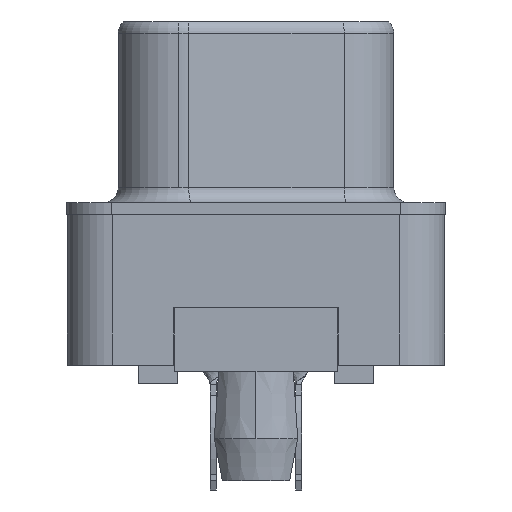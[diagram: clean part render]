
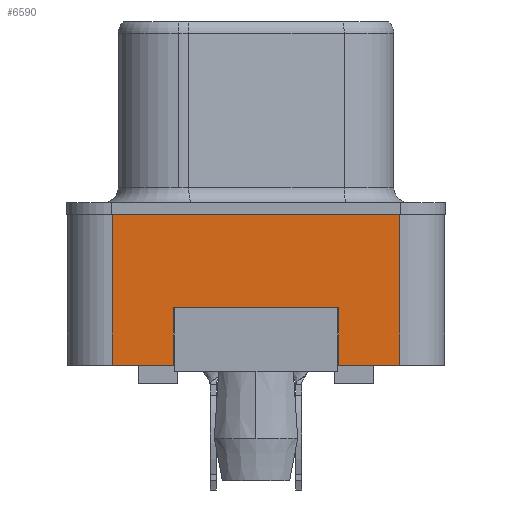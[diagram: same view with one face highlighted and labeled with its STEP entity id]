
A CAD part, left-side view. The second image highlights one B-rep face of the part: STEP entity #6590.
In plain terms, the highlighted planar face has unit normal (-1, 0, 0).
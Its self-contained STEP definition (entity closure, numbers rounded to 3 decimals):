
#9 = VECTOR ( 'NONE', #17464, 1000. ) ;
#76 = CARTESIAN_POINT ( 'NONE',  ( -2.935, 4.775, 0. ) ) ;
#225 = CARTESIAN_POINT ( 'NONE',  ( -2.935, -2.75, -3.1 ) ) ;
#1306 = CARTESIAN_POINT ( 'NONE',  ( -2.935, 2.75, -5. ) ) ;
#1450 = CARTESIAN_POINT ( 'NONE',  ( -2.935, -4.775, -5. ) ) ;
#1832 = ORIENTED_EDGE ( 'NONE', *, *, #10935, .F. ) ;
#1979 = VERTEX_POINT ( 'NONE', #225 ) ;
#2381 = VERTEX_POINT ( 'NONE', #17242 ) ;
#2436 = CARTESIAN_POINT ( 'NONE',  ( -2.935, -4.775, -5. ) ) ;
#3150 = VECTOR ( 'NONE', #14441, 1000. ) ;
#3235 = DIRECTION ( 'NONE',  ( 0., 0., -1. ) ) ;
#3279 = CARTESIAN_POINT ( 'NONE',  ( -2.935, 2.75, -3.1 ) ) ;
#3687 = VECTOR ( 'NONE', #11162, 1000. ) ;
#3842 = CARTESIAN_POINT ( 'NONE',  ( -2.935, -4.775, -5. ) ) ;
#4232 = VERTEX_POINT ( 'NONE', #1306 ) ;
#4658 = DIRECTION ( 'NONE',  ( 0., -1., 0. ) ) ;
#4813 = EDGE_CURVE ( 'NONE', #18194, #2381, #5344, .T. ) ;
#4901 = LINE ( 'NONE', #17200, #3687 ) ;
#5344 = LINE ( 'NONE', #3842, #3150 ) ;
#6590 = ADVANCED_FACE ( 'NONE', ( #7283 ), #17773, .T. ) ;
#6751 = AXIS2_PLACEMENT_3D ( 'NONE', #8596, #14957, #11934 ) ;
#6969 = CARTESIAN_POINT ( 'NONE',  ( -2.935, -4.775, 0. ) ) ;
#7227 = ORIENTED_EDGE ( 'NONE', *, *, #16257, .F. ) ;
#7283 = FACE_OUTER_BOUND ( 'NONE', #17037, .T. ) ;
#7759 = EDGE_CURVE ( 'NONE', #1979, #17828, #9530, .T. ) ;
#8596 = CARTESIAN_POINT ( 'NONE',  ( -2.935, -4.775, -5. ) ) ;
#9107 = EDGE_CURVE ( 'NONE', #17832, #11526, #4901, .T. ) ;
#9133 = CARTESIAN_POINT ( 'NONE',  ( -2.935, 4.775, -5. ) ) ;
#9338 = DIRECTION ( 'NONE',  ( 0., 1., 0. ) ) ;
#9361 = VECTOR ( 'NONE', #18986, 1000. ) ;
#9530 = LINE ( 'NONE', #3279, #10758 ) ;
#9939 = EDGE_CURVE ( 'NONE', #1979, #19381, #10919, .T. ) ;
#10595 = ORIENTED_EDGE ( 'NONE', *, *, #9939, .T. ) ;
#10758 = VECTOR ( 'NONE', #9338, 1000. ) ;
#10817 = LINE ( 'NONE', #10915, #18563 ) ;
#10915 = CARTESIAN_POINT ( 'NONE',  ( -2.935, 2.75, -3.1 ) ) ;
#10919 = LINE ( 'NONE', #13830, #18853 ) ;
#10935 = EDGE_CURVE ( 'NONE', #17828, #4232, #10817, .T. ) ;
#11162 = DIRECTION ( 'NONE',  ( 0., 0., 1. ) ) ;
#11526 = VERTEX_POINT ( 'NONE', #76 ) ;
#11934 = DIRECTION ( 'NONE',  ( 0., 0., 1. ) ) ;
#12833 = LINE ( 'NONE', #2436, #9361 ) ;
#13742 = CARTESIAN_POINT ( 'NONE',  ( -2.935, -4.775, -5. ) ) ;
#13830 = CARTESIAN_POINT ( 'NONE',  ( -2.935, -2.75, -3.1 ) ) ;
#14292 = ORIENTED_EDGE ( 'NONE', *, *, #16837, .T. ) ;
#14441 = DIRECTION ( 'NONE',  ( 0., 0., 1. ) ) ;
#14953 = EDGE_CURVE ( 'NONE', #17832, #4232, #16962, .T. ) ;
#14957 = DIRECTION ( 'NONE',  ( -1., 0., 0. ) ) ;
#15455 = ORIENTED_EDGE ( 'NONE', *, *, #14953, .T. ) ;
#15568 = ORIENTED_EDGE ( 'NONE', *, *, #9107, .F. ) ;
#16257 = EDGE_CURVE ( 'NONE', #11526, #2381, #19179, .T. ) ;
#16744 = ORIENTED_EDGE ( 'NONE', *, *, #7759, .F. ) ;
#16798 = CARTESIAN_POINT ( 'NONE',  ( -2.935, 2.75, -3.1 ) ) ;
#16837 = EDGE_CURVE ( 'NONE', #19381, #18194, #12833, .T. ) ;
#16962 = LINE ( 'NONE', #13742, #18005 ) ;
#17037 = EDGE_LOOP ( 'NONE', ( #10595, #14292, #19519, #7227, #15568, #15455, #1832, #16744 ) ) ;
#17200 = CARTESIAN_POINT ( 'NONE',  ( -2.935, 4.775, -5. ) ) ;
#17242 = CARTESIAN_POINT ( 'NONE',  ( -2.935, -4.775, 0. ) ) ;
#17464 = DIRECTION ( 'NONE',  ( 0., -1., 0. ) ) ;
#17773 = PLANE ( 'NONE',  #6751 ) ;
#17828 = VERTEX_POINT ( 'NONE', #16798 ) ;
#17832 = VERTEX_POINT ( 'NONE', #9133 ) ;
#18003 = CARTESIAN_POINT ( 'NONE',  ( -2.935, -2.75, -5. ) ) ;
#18005 = VECTOR ( 'NONE', #4658, 1000. ) ;
#18194 = VERTEX_POINT ( 'NONE', #1450 ) ;
#18460 = DIRECTION ( 'NONE',  ( 0., 0., -1. ) ) ;
#18563 = VECTOR ( 'NONE', #18460, 1000. ) ;
#18853 = VECTOR ( 'NONE', #3235, 1000. ) ;
#18986 = DIRECTION ( 'NONE',  ( 0., -1., 0. ) ) ;
#19179 = LINE ( 'NONE', #6969, #9 ) ;
#19381 = VERTEX_POINT ( 'NONE', #18003 ) ;
#19519 = ORIENTED_EDGE ( 'NONE', *, *, #4813, .T. ) ;
